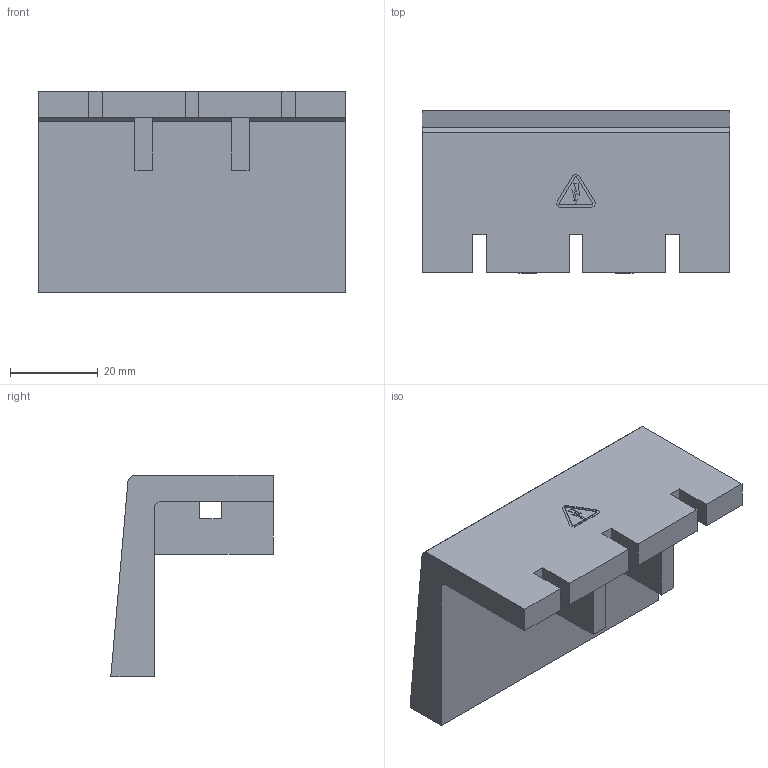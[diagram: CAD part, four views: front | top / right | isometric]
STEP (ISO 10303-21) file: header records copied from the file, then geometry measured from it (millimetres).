
FILE_DESCRIPTION((''),'2;1');
FILE_NAME('3d_GAX84.stp','2012-10-03T11:02:16',(''),(''),'Mechanical Desktop 2011','Mechanical Desktop 2011',', , ');
FILE_SCHEMA(('CONFIG_CONTROL_DESIGN'));
Length unit declared in the file: millimetre
Products named in the file (1): Product
Bounding box: 70 x 37 x 46 mm (x, y, z)
Volume: 39034.7 mm3; surface area: 14401.9 mm2
Topology: 3 solids, 3 shells, 89 faces, 240 edges, 160 vertices
Faces by surface type: plane 89
Entity records: 2825 total; most frequent: CARTESIAN_POINT 490, ORIENTED_EDGE 480, DIRECTION 420, VECTOR 240, LINE 240, EDGE_CURVE 240, VERTEX_POINT 160, EDGE_LOOP 92
